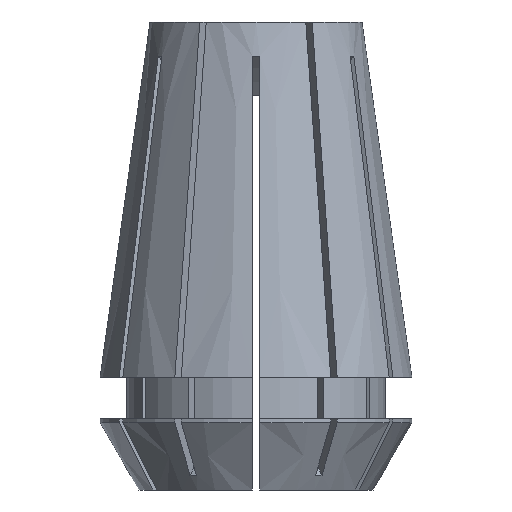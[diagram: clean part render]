
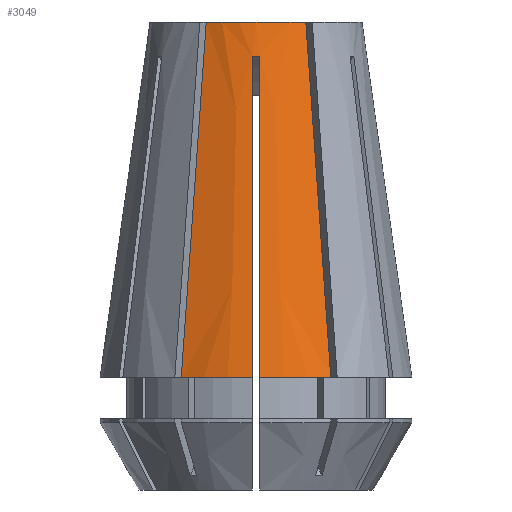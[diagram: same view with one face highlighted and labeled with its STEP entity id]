
A CAD part, front view. The second image highlights one B-rep face of the part: STEP entity #3049.
In plain terms, the highlighted conical face has half-angle 8 degrees and reference radius 10.5 mm.
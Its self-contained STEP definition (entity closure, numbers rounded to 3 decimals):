
#112 = CARTESIAN_POINT ( 'NONE',  ( 4.494, -8.284, -16.244 ) ) ;
#113 = CARTESIAN_POINT ( 'NONE',  ( -3.934, -7.314, -8.277 ) ) ;
#125 = CARTESIAN_POINT ( 'NONE',  ( -0.083, -7.466, -2.299 ) ) ;
#140 = AXIS2_PLACEMENT_3D ( 'NONE', #2796, #4306, #975 ) ;
#164 = VERTEX_POINT ( 'NONE', #1403 ) ;
#183 = EDGE_CURVE ( 'NONE', #221, #3000, #4350, .T. ) ;
#212 = CARTESIAN_POINT ( 'NONE',  ( 0.25, -8.473, -9.502 ) ) ;
#221 = VERTEX_POINT ( 'NONE', #1749 ) ;
#229 = CARTESIAN_POINT ( 'NONE',  ( 0.25, -7.461, -2.303 ) ) ;
#262 = CIRCLE ( 'NONE', #498, 10.5 ) ;
#284 = DIRECTION ( 'NONE',  ( 0., 0., 1. ) ) ;
#349 = DIRECTION ( 'NONE',  ( 1., 0., 0. ) ) ;
#400 = CARTESIAN_POINT ( 'NONE',  ( 5.032, -9.216, -23.9 ) ) ;
#402 = DIRECTION ( 'NONE',  ( 0., 0., 1. ) ) ;
#431 = CARTESIAN_POINT ( 'NONE',  ( -3.352, -6.306, 0. ) ) ;
#498 = AXIS2_PLACEMENT_3D ( 'NONE', #767, #402, #3720 ) ;
#579 = CARTESIAN_POINT ( 'NONE',  ( -4.763, -8.75, -20.072 ) ) ;
#666 = EDGE_CURVE ( 'NONE', #3616, #3899, #262, .T. ) ;
#767 = CARTESIAN_POINT ( 'NONE',  ( 0., 0., -23.9 ) ) ;
#806 = ORIENTED_EDGE ( 'NONE', *, *, #3946, .T. ) ;
#940 = EDGE_CURVE ( 'NONE', #221, #164, #2766, .T. ) ;
#942 = ORIENTED_EDGE ( 'NONE', *, *, #666, .T. ) ;
#975 = DIRECTION ( 'NONE',  ( -1., 0., 0. ) ) ;
#995 = CARTESIAN_POINT ( 'NONE',  ( 3.352, -6.306, 0. ) ) ;
#1064 = CONICAL_SURFACE ( 'NONE', #140, 10.5, 0.14 ) ;
#1140 = ORIENTED_EDGE ( 'NONE', *, *, #183, .T. ) ;
#1203 = ORIENTED_EDGE ( 'NONE', *, *, #3864, .F. ) ;
#1225 = CARTESIAN_POINT ( 'NONE',  ( 0.25, -7.461, -2.303 ) ) ;
#1322 = VERTEX_POINT ( 'NONE', #995 ) ;
#1328 = CARTESIAN_POINT ( 'NONE',  ( -4.494, -8.284, -16.244 ) ) ;
#1389 = CARTESIAN_POINT ( 'NONE',  ( -5.032, -9.216, -23.9 ) ) ;
#1403 = CARTESIAN_POINT ( 'NONE',  ( 0.25, -7.461, -2.303 ) ) ;
#1407 = B_SPLINE_CURVE_WITH_KNOTS ( 'NONE', 3,
 ( #1528, #1877, #4090, #1826 ),
 .UNSPECIFIED., .F., .F.,
 ( 4, 4 ),
 ( 0.014, 0.036 ),
 .UNSPECIFIED. ) ;
#1474 = DIRECTION ( 'NONE',  ( 0., 0., 1. ) ) ;
#1500 = ORIENTED_EDGE ( 'NONE', *, *, #1575, .T. ) ;
#1528 = CARTESIAN_POINT ( 'NONE',  ( -0.25, -10.497, -23.9 ) ) ;
#1575 = EDGE_CURVE ( 'NONE', #3911, #164, #3251, .T. ) ;
#1610 = CARTESIAN_POINT ( 'NONE',  ( 0.25, -9.485, -16.701 ) ) ;
#1644 = CIRCLE ( 'NONE', #2946, 7.141 ) ;
#1651 = CARTESIAN_POINT ( 'NONE',  ( 0.083, -7.466, -2.299 ) ) ;
#1701 = CARTESIAN_POINT ( 'NONE',  ( -5.032, -9.216, -23.9 ) ) ;
#1749 = CARTESIAN_POINT ( 'NONE',  ( 0.25, -10.497, -23.9 ) ) ;
#1752 = B_SPLINE_CURVE_WITH_KNOTS ( 'NONE', 3,
 ( #3360, #3672, #2227, #3691, #112, #2931, #400 ),
 .UNSPECIFIED., .F., .F.,
 ( 4, 3, 4 ),
 ( 0., 0.013, 0.024 ),
 .UNSPECIFIED. ) ;
#1789 = B_SPLINE_CURVE_WITH_KNOTS ( 'NONE', 3,
 ( #431, #2337, #113, #4636, #1328, #579, #1701 ),
 .UNSPECIFIED., .F., .F.,
 ( 4, 3, 4 ),
 ( 0., 0.013, 0.024 ),
 .UNSPECIFIED. ) ;
#1826 = CARTESIAN_POINT ( 'NONE',  ( -0.25, -7.461, -2.303 ) ) ;
#1877 = CARTESIAN_POINT ( 'NONE',  ( -0.25, -9.485, -16.701 ) ) ;
#1949 = ORIENTED_EDGE ( 'NONE', *, *, #2404, .T. ) ;
#2001 = CARTESIAN_POINT ( 'NONE',  ( -0.25, -7.461, -2.303 ) ) ;
#2216 = CARTESIAN_POINT ( 'NONE',  ( 0., 0., 0. ) ) ;
#2227 = CARTESIAN_POINT ( 'NONE',  ( 3.934, -7.314, -8.277 ) ) ;
#2337 = CARTESIAN_POINT ( 'NONE',  ( -3.643, -6.81, -4.138 ) ) ;
#2404 = EDGE_CURVE ( 'NONE', #2588, #3616, #1789, .T. ) ;
#2475 = CARTESIAN_POINT ( 'NONE',  ( -3.352, -6.306, 0. ) ) ;
#2550 = FACE_OUTER_BOUND ( 'NONE', #3247, .T. ) ;
#2588 = VERTEX_POINT ( 'NONE', #2475 ) ;
#2766 = B_SPLINE_CURVE_WITH_KNOTS ( 'NONE', 3,
 ( #3805, #1610, #212, #229 ),
 .UNSPECIFIED., .F., .F.,
 ( 4, 4 ),
 ( 0.014, 0.036 ),
 .UNSPECIFIED. ) ;
#2796 = CARTESIAN_POINT ( 'NONE',  ( 0., 0., -23.9 ) ) ;
#2931 = CARTESIAN_POINT ( 'NONE',  ( 4.763, -8.75, -20.072 ) ) ;
#2946 = AXIS2_PLACEMENT_3D ( 'NONE', #2216, #1474, #349 ) ;
#2974 = CARTESIAN_POINT ( 'NONE',  ( -0.25, -7.461, -2.303 ) ) ;
#3000 = VERTEX_POINT ( 'NONE', #4281 ) ;
#3003 = ORIENTED_EDGE ( 'NONE', *, *, #3920, .F. ) ;
#3049 = ADVANCED_FACE ( 'NONE', ( #2550 ), #1064, .T. ) ;
#3139 = AXIS2_PLACEMENT_3D ( 'NONE', #4326, #284, #3941 ) ;
#3247 = EDGE_LOOP ( 'NONE', ( #1203, #3003, #1949, #942, #806, #1500, #3608, #1140 ) ) ;
#3251 = B_SPLINE_CURVE_WITH_KNOTS ( 'NONE', 3,
 ( #2001, #125, #1651, #1225 ),
 .UNSPECIFIED., .F., .F.,
 ( 4, 4 ),
 ( 0., 0.001 ),
 .UNSPECIFIED. ) ;
#3360 = CARTESIAN_POINT ( 'NONE',  ( 3.352, -6.306, 0. ) ) ;
#3608 = ORIENTED_EDGE ( 'NONE', *, *, #940, .F. ) ;
#3616 = VERTEX_POINT ( 'NONE', #1389 ) ;
#3672 = CARTESIAN_POINT ( 'NONE',  ( 3.643, -6.81, -4.138 ) ) ;
#3691 = CARTESIAN_POINT ( 'NONE',  ( 4.225, -7.818, -12.415 ) ) ;
#3720 = DIRECTION ( 'NONE',  ( 1., 0., 0. ) ) ;
#3805 = CARTESIAN_POINT ( 'NONE',  ( 0.25, -10.497, -23.9 ) ) ;
#3864 = EDGE_CURVE ( 'NONE', #1322, #3000, #1752, .T. ) ;
#3899 = VERTEX_POINT ( 'NONE', #4459 ) ;
#3911 = VERTEX_POINT ( 'NONE', #2974 ) ;
#3920 = EDGE_CURVE ( 'NONE', #2588, #1322, #1644, .T. ) ;
#3941 = DIRECTION ( 'NONE',  ( 1., 0., 0. ) ) ;
#3946 = EDGE_CURVE ( 'NONE', #3899, #3911, #1407, .T. ) ;
#4090 = CARTESIAN_POINT ( 'NONE',  ( -0.25, -8.473, -9.502 ) ) ;
#4281 = CARTESIAN_POINT ( 'NONE',  ( 5.032, -9.216, -23.9 ) ) ;
#4306 = DIRECTION ( 'NONE',  ( 0., 0., -1. ) ) ;
#4326 = CARTESIAN_POINT ( 'NONE',  ( 0., 0., -23.9 ) ) ;
#4350 = CIRCLE ( 'NONE', #3139, 10.5 ) ;
#4459 = CARTESIAN_POINT ( 'NONE',  ( -0.25, -10.497, -23.9 ) ) ;
#4636 = CARTESIAN_POINT ( 'NONE',  ( -4.225, -7.818, -12.415 ) ) ;
